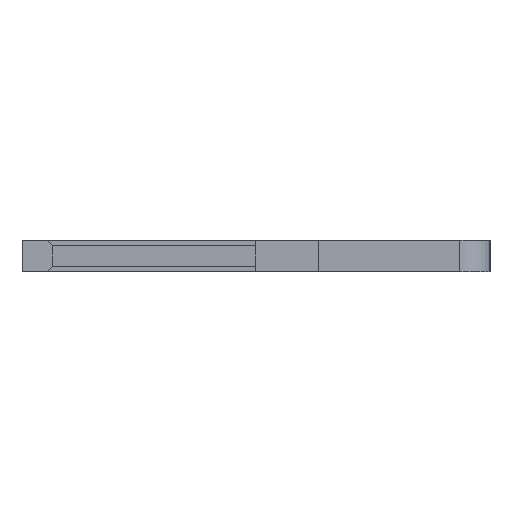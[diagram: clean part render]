
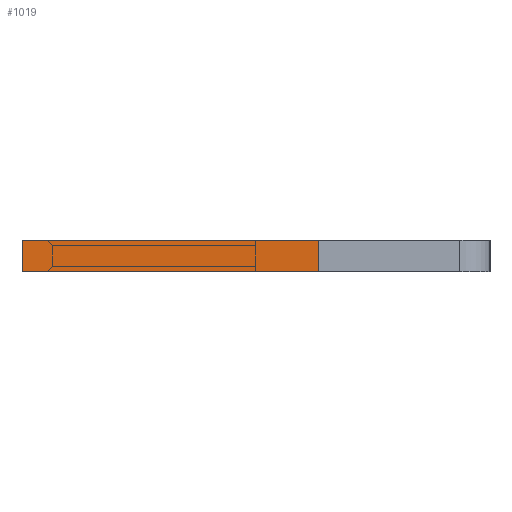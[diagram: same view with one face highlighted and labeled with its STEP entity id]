
A CAD part, left-side view. The second image highlights one B-rep face of the part: STEP entity #1019.
In plain terms, the highlighted face is planar.
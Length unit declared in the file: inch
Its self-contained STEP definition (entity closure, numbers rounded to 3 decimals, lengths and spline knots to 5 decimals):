
#34 = CARTESIAN_POINT ( 'NONE',  ( -0.01, 0.15, -0.04 ) ) ;
#140 = VERTEX_POINT ( 'NONE', #34 ) ;
#303 = VECTOR ( 'NONE', #422, 39.37008 ) ;
#323 = VERTEX_POINT ( 'NONE', #2710 ) ;
#333 = VERTEX_POINT ( 'NONE', #2086 ) ;
#422 = DIRECTION ( 'NONE',  ( 0., 1., 0. ) ) ;
#430 = FACE_OUTER_BOUND ( 'NONE', #3407, .T. ) ;
#442 = LINE ( 'NONE', #3493, #3715 ) ;
#588 = DIRECTION ( 'NONE',  ( -1., 0., 0. ) ) ;
#616 = VERTEX_POINT ( 'NONE', #1314 ) ;
#657 = EDGE_CURVE ( 'NONE', #323, #140, #2877, .T. ) ;
#725 = DIRECTION ( 'NONE',  ( 1., 0., 0. ) ) ;
#851 = EDGE_CURVE ( 'NONE', #333, #140, #442, .T. ) ;
#1019 = ADVANCED_FACE ( 'NONE', ( #430 ), #2863, .F. ) ;
#1313 = DIRECTION ( 'NONE',  ( -1., 0., 0. ) ) ;
#1314 = CARTESIAN_POINT ( 'NONE',  ( 0.01, -0.04, -0.04 ) ) ;
#1382 = VECTOR ( 'NONE', #588, 39.37008 ) ;
#1633 = ORIENTED_EDGE ( 'NONE', *, *, #851, .F. ) ;
#1669 = AXIS2_PLACEMENT_3D ( 'NONE', #3505, #3799, #725 ) ;
#1745 = ORIENTED_EDGE ( 'NONE', *, *, #657, .T. ) ;
#1775 = CARTESIAN_POINT ( 'NONE',  ( 0.01, -0.04, -0.04 ) ) ;
#1779 = CARTESIAN_POINT ( 'NONE',  ( 0.01, 0.15, -0.04 ) ) ;
#2065 = ORIENTED_EDGE ( 'NONE', *, *, #3340, .T. ) ;
#2086 = CARTESIAN_POINT ( 'NONE',  ( 0.01, 0.15, -0.04 ) ) ;
#2097 = LINE ( 'NONE', #1775, #1382 ) ;
#2476 = VECTOR ( 'NONE', #3024, 39.37008 ) ;
#2710 = CARTESIAN_POINT ( 'NONE',  ( -0.01, -0.04, -0.04 ) ) ;
#2746 = EDGE_CURVE ( 'NONE', #616, #333, #3307, .T. ) ;
#2863 = PLANE ( 'NONE',  #1669 ) ;
#2877 = LINE ( 'NONE', #3166, #303 ) ;
#2991 = ORIENTED_EDGE ( 'NONE', *, *, #2746, .F. ) ;
#3024 = DIRECTION ( 'NONE',  ( 0., 1., 0. ) ) ;
#3166 = CARTESIAN_POINT ( 'NONE',  ( -0.01, 0.15, -0.04 ) ) ;
#3307 = LINE ( 'NONE', #1779, #2476 ) ;
#3340 = EDGE_CURVE ( 'NONE', #616, #323, #2097, .T. ) ;
#3407 = EDGE_LOOP ( 'NONE', ( #1745, #1633, #2991, #2065 ) ) ;
#3493 = CARTESIAN_POINT ( 'NONE',  ( 0.01, 0.15, -0.04 ) ) ;
#3505 = CARTESIAN_POINT ( 'NONE',  ( 0.01, 0.15, -0.04 ) ) ;
#3715 = VECTOR ( 'NONE', #1313, 39.37008 ) ;
#3799 = DIRECTION ( 'NONE',  ( 0., 0., 1. ) ) ;
